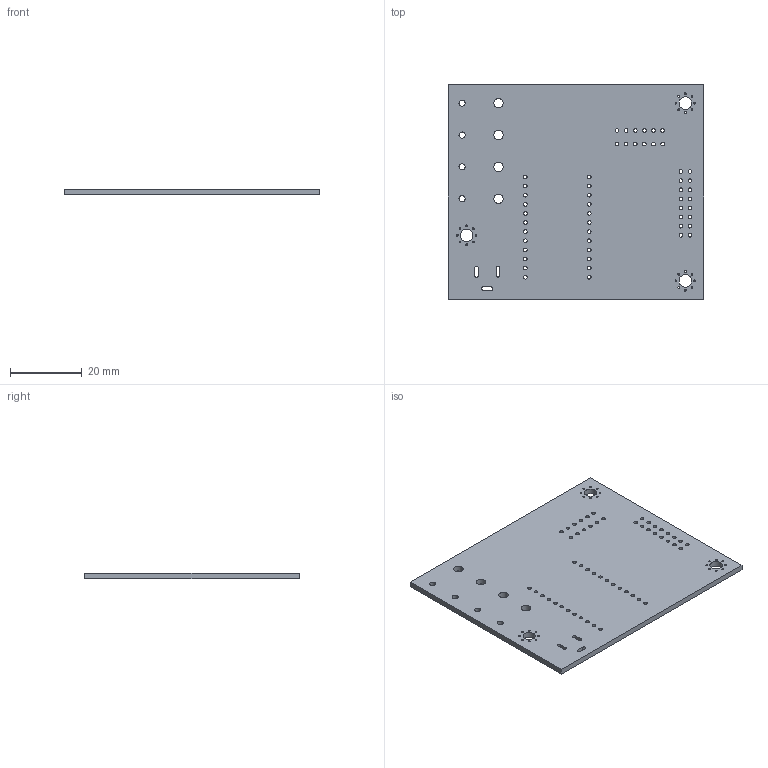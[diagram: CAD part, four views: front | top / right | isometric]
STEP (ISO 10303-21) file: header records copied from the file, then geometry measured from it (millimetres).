
FILE_DESCRIPTION(('FreeCAD Model'),'2;1');
FILE_NAME('RGBMatrixPanel_CPLD.step','2016-10-24T01:07:52',('Author'),(''), 'Open CASCADE STEP processor 6.8','FreeCAD','Unknown');
FILE_SCHEMA(('AUTOMOTIVE_DESIGN_CC2 { 1 2 10303 214 -1 1 5 4 }'));
Length unit declared in the file: millimetre
Products named in the file (2): ASSEMBLY; Pcb
Assembly tree (1 placements, depth 2):
  ASSEMBLY
    Pcb
Bounding box: 71.12 x 59.69 x 1.6 mm (x, y, z)
Volume: 6607.6 mm3; surface area: 9178.9 mm2
Topology: 1 solids, 1 shells, 105 faces, 309 edges, 206 vertices
Faces by surface type: cylinder 93, plane 12
Full cylindrical faces by diameter (mm): 0.5 x24, 1.016 x52, 1.702 x4, 2.642 x4, 3.5 x3
Entity records: 8547 total; most frequent: CARTESIAN_POINT 2284, DIRECTION 1153, ORIENTED_EDGE 618, PCURVE 618, DEFINITIONAL_REPRESENTATION 618, LINE 555, VECTOR 555, EDGE_CURVE 309
